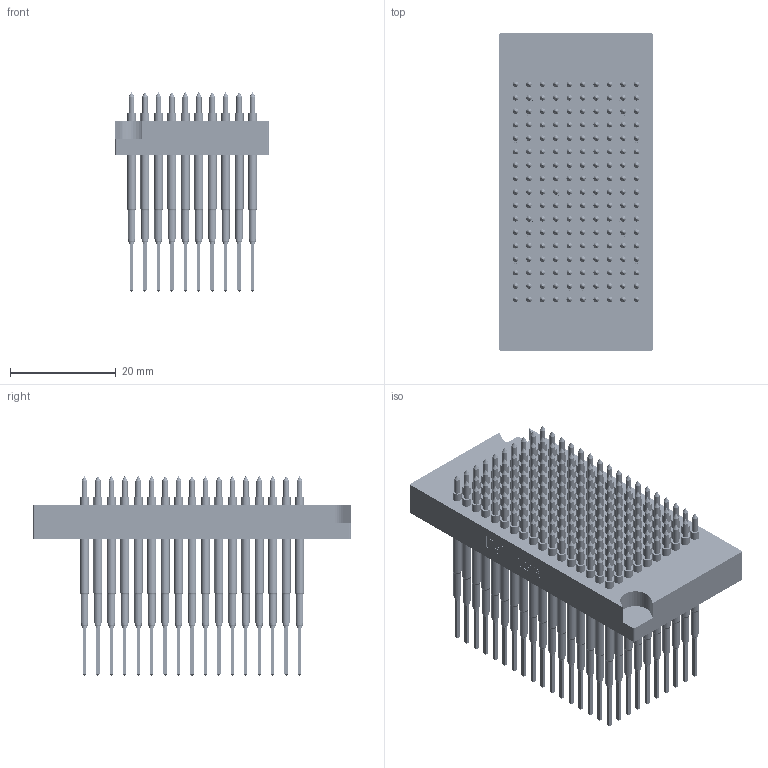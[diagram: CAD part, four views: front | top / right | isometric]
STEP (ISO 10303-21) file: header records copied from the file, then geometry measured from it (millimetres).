
FILE_DESCRIPTION (( 'STEP AP214' ), '1' );
FILE_NAME ('MOD-1010545-IP-B-R-SB-170-WW-170-03_defeature.STEP', '2022-10-28T11:51:52', ( '' ), ( '' ), 'SwSTEP 2.0', 'SolidWorks 2020', '' );
FILE_SCHEMA (( 'AUTOMOTIVE_DESIGN' ));
Length unit declared in the file: millimetre
Products named in the file (1): MOD-1010545-IP-B-R-SB-170-WW-170-03_defeature
Bounding box: 29 x 60 x 37.8 mm (x, y, z)
Volume: 18420.3 mm3; surface area: 25699.1 mm2
Topology: 1 solids, 1 shells, 6413 faces, 14729 edges, 8686 vertices
Faces by surface type: plane 2214, cylinder 2047, torus 1020, cone 1020, bspline 112
Entity records: 185258 total; most frequent: CARTESIAN_POINT 44461, DIRECTION 30523, ORIENTED_EDGE 28098, EDGE_CURVE 14049, AXIS2_PLACEMENT_3D 12436, VERTEX_POINT 8686, EDGE_LOOP 7461, FACE_OUTER_BOUND 6413
